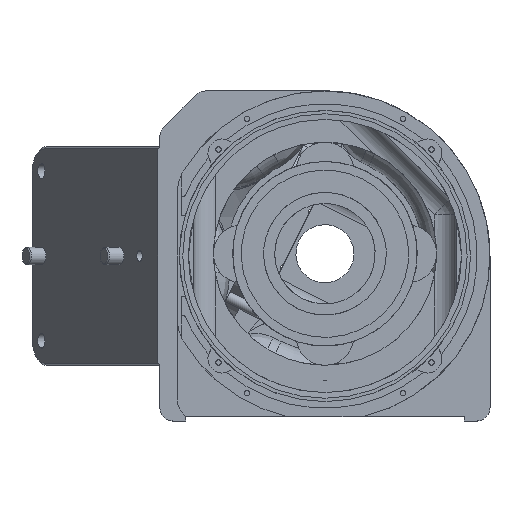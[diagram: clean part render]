
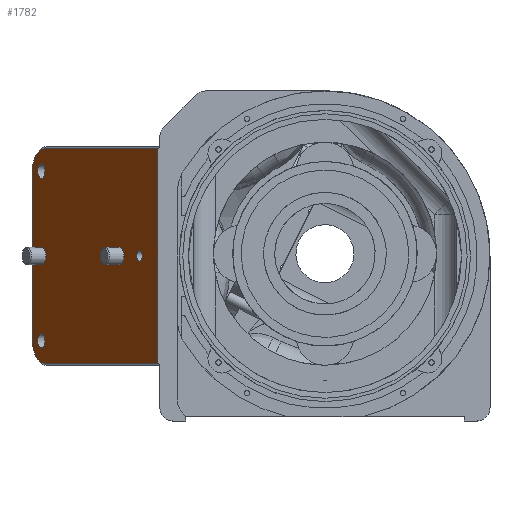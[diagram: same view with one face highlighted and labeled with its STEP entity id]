
A CAD part, front view. The second image highlights one B-rep face of the part: STEP entity #1782.
In plain terms, the highlighted planar face has unit normal (-0.866, -0.5, 0).
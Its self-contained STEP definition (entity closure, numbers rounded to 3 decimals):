
#233=B_SPLINE_CURVE_WITH_KNOTS('',3,(#12903,#12904,#12905,#12906,#12907,
#12908,#12909,#12910,#12911,#12912),.UNSPECIFIED.,.F.,.F.,(4,1,1,1,1,1,
1,4),(0.,0.143,0.286,0.429,0.571,
0.714,0.857,1.),.UNSPECIFIED.);
#234=B_SPLINE_CURVE_WITH_KNOTS('',3,(#12916,#12917,#12918,#12919,#12920,
#12921,#12922,#12923,#12924,#12925),.UNSPECIFIED.,.F.,.F.,(4,1,1,1,1,1,
1,4),(0.,0.143,0.286,0.429,0.571,
0.714,0.857,1.),.UNSPECIFIED.);
#488=LINE('',#12015,#918);
#598=LINE('',#12901,#1028);
#599=LINE('',#12914,#1029);
#600=LINE('',#12927,#1030);
#918=VECTOR('',#8775,1.);
#1028=VECTOR('',#9331,1.);
#1029=VECTOR('',#9334,1.);
#1030=VECTOR('',#9335,1.);
#1470=FACE_BOUND('',#2823,.T.);
#1471=FACE_BOUND('',#2824,.T.);
#1472=FACE_BOUND('',#2825,.T.);
#1473=FACE_BOUND('',#2826,.T.);
#1474=FACE_BOUND('',#2827,.T.);
#1475=FACE_BOUND('',#2828,.T.);
#1782=ADVANCED_FACE('',(#1470,#1471,#1472,#1473,#1474,#1475),#2081,.T.);
#2081=PLANE('',#7616);
#2823=EDGE_LOOP('',(#4300,#4301,#4302,#4303,#4304,#4305));
#2824=EDGE_LOOP('',(#4306));
#2825=EDGE_LOOP('',(#4307));
#2826=EDGE_LOOP('',(#4308));
#2827=EDGE_LOOP('',(#4309));
#2828=EDGE_LOOP('',(#4310));
#4300=ORIENTED_EDGE('',*,*,#6106,.T.);
#4301=ORIENTED_EDGE('',*,*,#6328,.T.);
#4302=ORIENTED_EDGE('',*,*,#6329,.T.);
#4303=ORIENTED_EDGE('',*,*,#6330,.T.);
#4304=ORIENTED_EDGE('',*,*,#6331,.T.);
#4305=ORIENTED_EDGE('',*,*,#6332,.T.);
#4306=ORIENTED_EDGE('',*,*,#6333,.F.);
#4307=ORIENTED_EDGE('',*,*,#6334,.F.);
#4308=ORIENTED_EDGE('',*,*,#6335,.F.);
#4309=ORIENTED_EDGE('',*,*,#6336,.F.);
#4310=ORIENTED_EDGE('',*,*,#6337,.F.);
#5358=VERTEX_POINT('',#12014);
#5359=VERTEX_POINT('',#12016);
#5479=VERTEX_POINT('',#12900);
#5480=VERTEX_POINT('',#12913);
#5481=VERTEX_POINT('',#12915);
#5482=VERTEX_POINT('',#12926);
#5483=VERTEX_POINT('',#12929);
#5484=VERTEX_POINT('',#12931);
#5485=VERTEX_POINT('',#12933);
#5486=VERTEX_POINT('',#12935);
#5487=VERTEX_POINT('',#12937);
#6106=EDGE_CURVE('',#5359,#5358,#488,.T.);
#6328=EDGE_CURVE('',#5358,#5479,#598,.T.);
#6329=EDGE_CURVE('',#5479,#5480,#233,.T.);
#6330=EDGE_CURVE('',#5480,#5481,#599,.T.);
#6331=EDGE_CURVE('',#5481,#5482,#234,.T.);
#6332=EDGE_CURVE('',#5482,#5359,#600,.T.);
#6333=EDGE_CURVE('',#5483,#5483,#6926,.T.);
#6334=EDGE_CURVE('',#5484,#5484,#6927,.T.);
#6335=EDGE_CURVE('',#5485,#5485,#6928,.T.);
#6336=EDGE_CURVE('',#5486,#5486,#6929,.T.);
#6337=EDGE_CURVE('',#5487,#5487,#6930,.T.);
#6926=CIRCLE('',#7611,3.25);
#6927=CIRCLE('',#7612,3.25);
#6928=CIRCLE('',#7613,4.01);
#6929=CIRCLE('',#7614,4.01);
#6930=CIRCLE('',#7615,2.5);
#7611=AXIS2_PLACEMENT_3D('',#12928,#9336,#9337);
#7612=AXIS2_PLACEMENT_3D('',#12930,#9338,#9339);
#7613=AXIS2_PLACEMENT_3D('',#12932,#9340,#9341);
#7614=AXIS2_PLACEMENT_3D('',#12934,#9342,#9343);
#7615=AXIS2_PLACEMENT_3D('',#12936,#9344,#9345);
#7616=AXIS2_PLACEMENT_3D('',#12938,#9346,#9347);
#8775=DIRECTION('',(0.,0.,1.));
#9331=DIRECTION('',(-0.5,0.866,0.));
#9334=DIRECTION('',(0.,0.,-1.));
#9335=DIRECTION('',(0.5,-0.866,0.));
#9336=DIRECTION('',(-0.866,-0.5,0.));
#9337=DIRECTION('',(0.,0.,-1.));
#9338=DIRECTION('',(-0.866,-0.5,0.));
#9339=DIRECTION('',(0.,0.,-1.));
#9340=DIRECTION('',(-0.866,-0.5,0.));
#9341=DIRECTION('',(0.,0.,-1.));
#9342=DIRECTION('',(-0.866,-0.5,0.));
#9343=DIRECTION('',(0.,0.,-1.));
#9344=DIRECTION('',(-0.866,-0.5,0.));
#9345=DIRECTION('',(0.,0.,-1.));
#9346=DIRECTION('',(-0.866,-0.5,0.));
#9347=DIRECTION('',(-0.5,0.866,0.));
#12014=CARTESIAN_POINT('',(-74.917,26.,48.));
#12015=CARTESIAN_POINT('',(-74.917,26.,-48.));
#12016=CARTESIAN_POINT('',(-74.917,26.,-48.));
#12900=CARTESIAN_POINT('',(-125.828,114.18,48.));
#12901=CARTESIAN_POINT('',(-74.917,26.,48.));
#12903=CARTESIAN_POINT('',(-125.828,114.18,48.));
#12904=CARTESIAN_POINT('',(-126.239,114.893,48.));
#12905=CARTESIAN_POINT('',(-127.066,116.324,47.814));
#12906=CARTESIAN_POINT('',(-128.24,118.358,46.991));
#12907=CARTESIAN_POINT('',(-129.293,120.182,45.665));
#12908=CARTESIAN_POINT('',(-130.172,121.705,43.905));
#12909=CARTESIAN_POINT('',(-130.833,122.849,41.796));
#12910=CARTESIAN_POINT('',(-131.241,123.556,39.449));
#12911=CARTESIAN_POINT('',(-131.332,123.714,37.816));
#12912=CARTESIAN_POINT('',(-131.332,123.714,37.));
#12913=CARTESIAN_POINT('',(-131.332,123.714,37.));
#12914=CARTESIAN_POINT('',(-131.332,123.714,37.));
#12915=CARTESIAN_POINT('',(-131.332,123.714,-37.));
#12916=CARTESIAN_POINT('',(-131.332,123.714,-37.));
#12917=CARTESIAN_POINT('',(-131.332,123.714,-37.822));
#12918=CARTESIAN_POINT('',(-131.239,123.552,-39.472));
#12919=CARTESIAN_POINT('',(-130.828,122.84,-41.818));
#12920=CARTESIAN_POINT('',(-130.165,121.692,-43.924));
#12921=CARTESIAN_POINT('',(-129.284,120.166,-45.681));
#12922=CARTESIAN_POINT('',(-128.228,118.337,-47.002));
#12923=CARTESIAN_POINT('',(-127.053,116.302,-47.819));
#12924=CARTESIAN_POINT('',(-126.236,114.887,-48.));
#12925=CARTESIAN_POINT('',(-125.828,114.18,-48.));
#12926=CARTESIAN_POINT('',(-125.828,114.18,-48.));
#12927=CARTESIAN_POINT('',(-125.828,114.18,-48.));
#12928=CARTESIAN_POINT('',(-127.145,116.461,-38.));
#12929=CARTESIAN_POINT('',(-127.145,116.461,-41.25));
#12930=CARTESIAN_POINT('',(-127.145,116.461,38.));
#12931=CARTESIAN_POINT('',(-127.145,116.461,34.75));
#12932=CARTESIAN_POINT('',(-127.145,116.461,0.));
#12933=CARTESIAN_POINT('',(-127.145,116.461,-4.01));
#12934=CARTESIAN_POINT('',(-92.145,55.839,0.));
#12935=CARTESIAN_POINT('',(-92.145,55.839,-4.01));
#12936=CARTESIAN_POINT('',(-83.145,40.25,0.));
#12937=CARTESIAN_POINT('',(-83.145,40.25,-2.5));
#12938=CARTESIAN_POINT('',(-141.813,141.867,10.));
